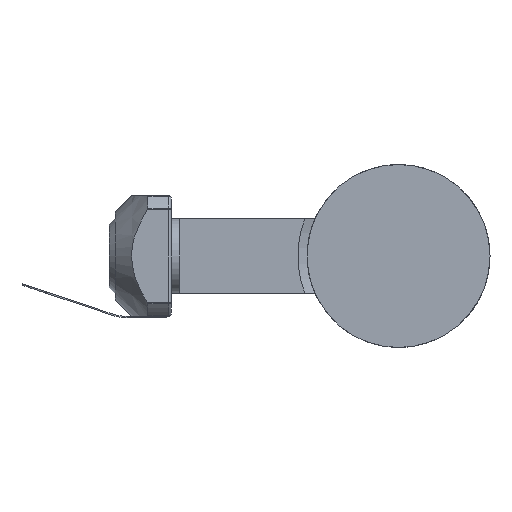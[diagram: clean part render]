
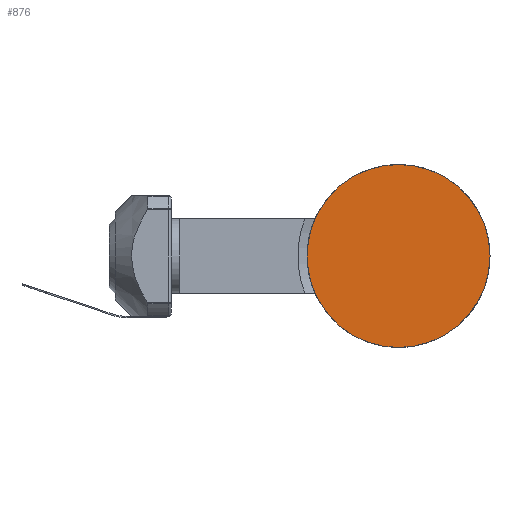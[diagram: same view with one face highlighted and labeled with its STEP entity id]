
A CAD part, front view. The second image highlights one B-rep face of the part: STEP entity #876.
In plain terms, the highlighted planar face has unit normal (0, -1, 0).
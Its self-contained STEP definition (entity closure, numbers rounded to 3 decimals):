
#876=ADVANCED_FACE('',(#1039),#1040,.F.);
#1039=FACE_OUTER_BOUND('',#1219,.T.);
#1040=PLANE('',#1220);
#1219=EDGE_LOOP('',(#1741));
#1220=AXIS2_PLACEMENT_3D('',#1742,#1743,#1744);
#1741=ORIENTED_EDGE('',*,*,#1962,.T.);
#1742=CARTESIAN_POINT('',(9.85,0.0,0.0));
#1743=DIRECTION('',(0.0,1.0,0.0));
#1744=DIRECTION('',(0.0,0.0,1.0));
#1962=EDGE_CURVE('',#2210,#2210,#2211,.T.);
#2210=VERTEX_POINT('',#2760);
#2211=CIRCLE('',#2761,9.85);
#2760=CARTESIAN_POINT('',(0.0,0.0,-9.85));
#2761=AXIS2_PLACEMENT_3D('',#3144,#3145,#3146);
#3144=CARTESIAN_POINT('',(0.0,0.0,0.0));
#3145=DIRECTION('',(0.0,-1.0,0.0));
#3146=DIRECTION('',(0.0,0.0,-1.0));
